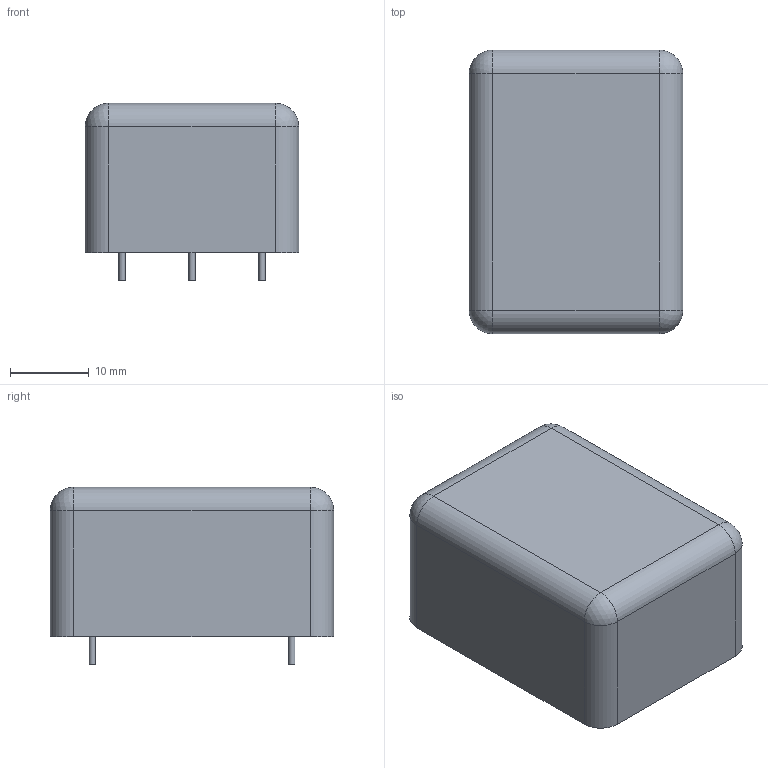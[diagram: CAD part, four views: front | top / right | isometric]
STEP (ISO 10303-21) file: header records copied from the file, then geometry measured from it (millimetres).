
FILE_DESCRIPTION(/* description */ (''),/* implementation_level */ '2;1');
FILE_NAME(/* name */ 'OSC_MORION_MV209.stp',/* time_stamp */ '2017-08-31T15:41:31+02:00',/* author */ ('riccim'),/* organization */ ('SolidWorks'),/* preprocessor_version */ 'ST-DEVELOPER v16.5',/* originating_system */ 'AutoCAD Mechanical',/* authorisation */ ' ');
FILE_SCHEMA (('AUTOMOTIVE_DESIGN { 1 0 10303 214 3 1 1 }'));
Length unit declared in the file: millimetre
Products named in the file (1): Product
Bounding box: 27.2 x 36.1 x 22.6 mm (x, y, z)
Volume: 18292.3 mm3; surface area: 4145.8 mm2
Topology: 6 solids, 6 shells, 33 faces, 51 edges, 30 vertices
Faces by surface type: plane 16, cylinder 13, sphere 4
Full cylindrical faces by diameter (mm): 0.8 x5
Entity records: 737 total; most frequent: DIRECTION 140, CARTESIAN_POINT 110, ORIENTED_EDGE 92, AXIS2_PLACEMENT_3D 60, EDGE_CURVE 46, EDGE_LOOP 38, FACE_OUTER_BOUND 33, ADVANCED_FACE 33
